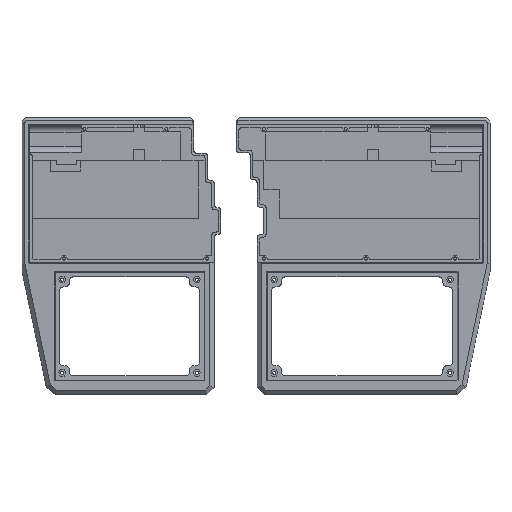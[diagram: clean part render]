
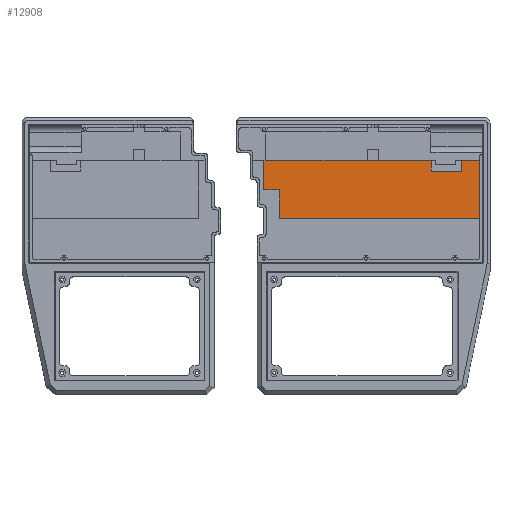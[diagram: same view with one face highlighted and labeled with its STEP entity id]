
A CAD part, top view. The second image highlights one B-rep face of the part: STEP entity #12908.
In plain terms, the highlighted planar face has unit normal (0, 0, 1).
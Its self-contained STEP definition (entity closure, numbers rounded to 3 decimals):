
#1026=FACE_OUTER_BOUND('',#1768,.T.);
#1768=EDGE_LOOP('',(#10235,#10236,#10237,#10238,#10239,#10240,#10241,#10242,
#10243,#10244,#10245,#10246,#10247));
#2859=LINE('',#19906,#4372);
#2870=LINE('',#19929,#4383);
#2878=LINE('',#19944,#4391);
#2889=LINE('',#19967,#4402);
#2968=LINE('',#20136,#4481);
#2971=LINE('',#20142,#4484);
#2974=LINE('',#20148,#4487);
#2980=LINE('',#20159,#4493);
#2981=LINE('',#20161,#4494);
#2982=LINE('',#20163,#4495);
#2983=LINE('',#20165,#4496);
#2984=LINE('',#20167,#4497);
#2985=LINE('',#20168,#4498);
#4372=VECTOR('',#15798,10.);
#4383=VECTOR('',#15815,10.);
#4391=VECTOR('',#15829,10.);
#4402=VECTOR('',#15848,10.);
#4481=VECTOR('',#15971,10.);
#4484=VECTOR('',#15976,10.);
#4487=VECTOR('',#15981,10.);
#4493=VECTOR('',#15993,10.);
#4494=VECTOR('',#15994,10.);
#4495=VECTOR('',#15995,10.);
#4496=VECTOR('',#15996,10.);
#4497=VECTOR('',#15997,10.);
#4498=VECTOR('',#15998,10.);
#5751=VERTEX_POINT('',#19903);
#5752=VERTEX_POINT('',#19905);
#5760=VERTEX_POINT('',#19924);
#5761=VERTEX_POINT('',#19928);
#5765=VERTEX_POINT('',#19942);
#5773=VERTEX_POINT('',#19966);
#5841=VERTEX_POINT('',#20135);
#5843=VERTEX_POINT('',#20141);
#5845=VERTEX_POINT('',#20147);
#5848=VERTEX_POINT('',#20160);
#5849=VERTEX_POINT('',#20162);
#5850=VERTEX_POINT('',#20164);
#5851=VERTEX_POINT('',#20166);
#7280=EDGE_CURVE('',#5751,#5752,#2859,.T.);
#7291=EDGE_CURVE('',#5761,#5760,#2870,.T.);
#7299=EDGE_CURVE('',#5765,#5761,#2878,.T.);
#7310=EDGE_CURVE('',#5773,#5765,#2889,.T.);
#7395=EDGE_CURVE('',#5751,#5841,#2968,.T.);
#7398=EDGE_CURVE('',#5841,#5843,#2971,.T.);
#7401=EDGE_CURVE('',#5843,#5845,#2974,.T.);
#7407=EDGE_CURVE('',#5760,#5845,#2980,.T.);
#7408=EDGE_CURVE('',#5773,#5848,#2981,.T.);
#7409=EDGE_CURVE('',#5848,#5849,#2982,.T.);
#7410=EDGE_CURVE('',#5849,#5850,#2983,.T.);
#7411=EDGE_CURVE('',#5851,#5850,#2984,.T.);
#7412=EDGE_CURVE('',#5752,#5851,#2985,.T.);
#10235=ORIENTED_EDGE('',*,*,#7395,.T.);
#10236=ORIENTED_EDGE('',*,*,#7398,.T.);
#10237=ORIENTED_EDGE('',*,*,#7401,.T.);
#10238=ORIENTED_EDGE('',*,*,#7407,.F.);
#10239=ORIENTED_EDGE('',*,*,#7291,.F.);
#10240=ORIENTED_EDGE('',*,*,#7299,.F.);
#10241=ORIENTED_EDGE('',*,*,#7310,.F.);
#10242=ORIENTED_EDGE('',*,*,#7408,.T.);
#10243=ORIENTED_EDGE('',*,*,#7409,.T.);
#10244=ORIENTED_EDGE('',*,*,#7410,.T.);
#10245=ORIENTED_EDGE('',*,*,#7411,.F.);
#10246=ORIENTED_EDGE('',*,*,#7412,.F.);
#10247=ORIENTED_EDGE('',*,*,#7280,.F.);
#12304=PLANE('',#13736);
#12908=ADVANCED_FACE('',(#1026),#12304,.T.);
#13736=AXIS2_PLACEMENT_3D('',#20158,#15991,#15992);
#15798=DIRECTION('',(1.,0.,0.));
#15815=DIRECTION('',(1.,0.,0.));
#15829=DIRECTION('',(1.,0.,0.));
#15848=DIRECTION('',(1.,0.,0.));
#15971=DIRECTION('',(0.,-1.,0.));
#15976=DIRECTION('',(-1.,0.,0.));
#15981=DIRECTION('',(0.,1.,0.));
#15991=DIRECTION('center_axis',(0.,0.,1.));
#15992=DIRECTION('ref_axis',(-1.,0.,0.));
#15993=DIRECTION('',(1.,0.,0.));
#15994=DIRECTION('',(0.,-1.,0.));
#15995=DIRECTION('',(1.,0.,0.));
#15996=DIRECTION('',(0.,-1.,0.));
#15997=DIRECTION('',(-1.,0.,0.));
#15998=DIRECTION('',(0.,-1.,0.));
#19903=CARTESIAN_POINT('',(291.7,-15.,-11.));
#19905=CARTESIAN_POINT('',(304.7,-15.,-11.));
#19906=CARTESIAN_POINT('',(264.981,-15.,-11.));
#19924=CARTESIAN_POINT('',(234.05,-15.,-11.));
#19928=CARTESIAN_POINT('',(226.05,-15.,-11.));
#19929=CARTESIAN_POINT('',(264.981,-15.,-11.));
#19942=CARTESIAN_POINT('',(155.05,-15.,-11.));
#19944=CARTESIAN_POINT('',(264.981,-15.,-11.));
#19966=CARTESIAN_POINT('',(153.7,-15.,-11.));
#19967=CARTESIAN_POINT('',(264.981,-15.,-11.));
#20135=CARTESIAN_POINT('',(291.7,-22.35,-11.));
#20136=CARTESIAN_POINT('',(291.7,-28.763,-11.));
#20141=CARTESIAN_POINT('',(270.7,-22.35,-11.));
#20142=CARTESIAN_POINT('',(247.981,-22.35,-11.));
#20147=CARTESIAN_POINT('',(270.7,-15.,-11.));
#20148=CARTESIAN_POINT('',(270.7,-25.088,-11.));
#20158=CARTESIAN_POINT('Origin',(225.263,-35.175,-11.));
#20159=CARTESIAN_POINT('',(264.981,-15.,-11.));
#20160=CARTESIAN_POINT('',(153.7,-35.35,-11.));
#20161=CARTESIAN_POINT('',(153.7,-35.263,-11.));
#20162=CARTESIAN_POINT('',(164.7,-35.35,-11.));
#20163=CARTESIAN_POINT('',(194.981,-35.35,-11.));
#20164=CARTESIAN_POINT('',(164.7,-55.35,-11.));
#20165=CARTESIAN_POINT('',(164.7,-45.263,-11.));
#20166=CARTESIAN_POINT('',(304.7,-55.35,-11.));
#20167=CARTESIAN_POINT('',(155.35,-55.35,-11.));
#20168=CARTESIAN_POINT('',(304.7,-55.35,-11.));
